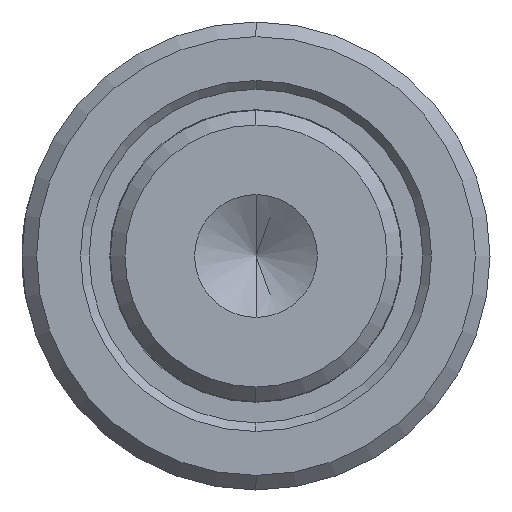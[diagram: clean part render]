
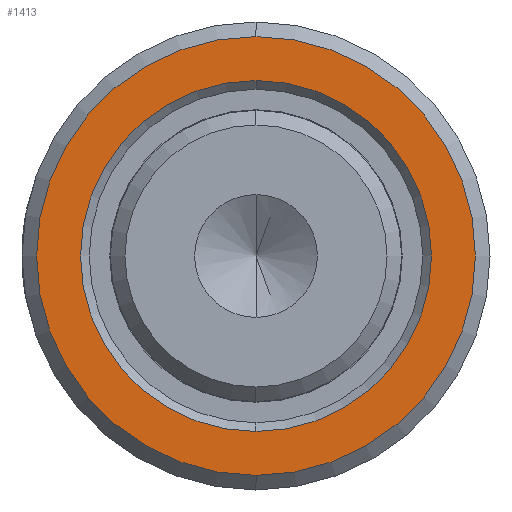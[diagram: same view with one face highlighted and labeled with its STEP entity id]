
A CAD part, left-side view. The second image highlights one B-rep face of the part: STEP entity #1413.
In plain terms, the highlighted planar face has unit normal (-1, 0, 0).
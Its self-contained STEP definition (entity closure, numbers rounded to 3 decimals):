
#66 = CARTESIAN_POINT ( 'NONE',  ( 8., 0., 7.5 ) ) ;
#88 = DIRECTION ( 'NONE',  ( -1., 0., 0. ) ) ;
#90 = EDGE_CURVE ( 'NONE', #1398, #729, #1437, .T. ) ;
#177 = DIRECTION ( 'NONE',  ( -1., 0., 0. ) ) ;
#191 = DIRECTION ( 'NONE',  ( -1., 0., 0. ) ) ;
#232 = CARTESIAN_POINT ( 'NONE',  ( 8., -5., 0. ) ) ;
#240 = ORIENTED_EDGE ( 'NONE', *, *, #90, .T. ) ;
#254 = FACE_BOUND ( 'NONE', #1244, .T. ) ;
#300 = EDGE_LOOP ( 'NONE', ( #1733, #240 ) ) ;
#344 = EDGE_CURVE ( 'NONE', #1299, #437, #1856, .T. ) ;
#437 = VERTEX_POINT ( 'NONE', #1390 ) ;
#559 = EDGE_CURVE ( 'NONE', #729, #1398, #1802, .T. ) ;
#607 = DIRECTION ( 'NONE',  ( 0., 0., 1. ) ) ;
#611 = DIRECTION ( 'NONE',  ( -1., 0., 0. ) ) ;
#706 = AXIS2_PLACEMENT_3D ( 'NONE', #754, #611, #607 ) ;
#729 = VERTEX_POINT ( 'NONE', #1629 ) ;
#754 = CARTESIAN_POINT ( 'NONE',  ( 8., 0., 0. ) ) ;
#861 = AXIS2_PLACEMENT_3D ( 'NONE', #1067, #191, #1218 ) ;
#863 = ORIENTED_EDGE ( 'NONE', *, *, #344, .F. ) ;
#872 = CARTESIAN_POINT ( 'NONE',  ( 8., 0., 0. ) ) ;
#965 = PLANE ( 'NONE',  #1003 ) ;
#1003 = AXIS2_PLACEMENT_3D ( 'NONE', #232, #88, #1118 ) ;
#1011 = DIRECTION ( 'NONE',  ( 0., 0., 1. ) ) ;
#1028 = CIRCLE ( 'NONE', #1336, 6. ) ;
#1050 = CARTESIAN_POINT ( 'NONE',  ( 8., 0., 0. ) ) ;
#1067 = CARTESIAN_POINT ( 'NONE',  ( 8., 0., 0. ) ) ;
#1118 = DIRECTION ( 'NONE',  ( 0., 0., 1. ) ) ;
#1135 = EDGE_CURVE ( 'NONE', #437, #1299, #1028, .T. ) ;
#1194 = ORIENTED_EDGE ( 'NONE', *, *, #1135, .F. ) ;
#1202 = DIRECTION ( 'NONE',  ( 0., 0., 1. ) ) ;
#1212 = AXIS2_PLACEMENT_3D ( 'NONE', #872, #1860, #1011 ) ;
#1218 = DIRECTION ( 'NONE',  ( 0., 0., 1. ) ) ;
#1244 = EDGE_LOOP ( 'NONE', ( #1194, #863 ) ) ;
#1299 = VERTEX_POINT ( 'NONE', #1533 ) ;
#1336 = AXIS2_PLACEMENT_3D ( 'NONE', #1050, #177, #1202 ) ;
#1390 = CARTESIAN_POINT ( 'NONE',  ( 8., 0., 6. ) ) ;
#1398 = VERTEX_POINT ( 'NONE', #66 ) ;
#1413 = ADVANCED_FACE ( 'NONE', ( #1424, #254 ), #965, .T. ) ;
#1424 = FACE_OUTER_BOUND ( 'NONE', #300, .T. ) ;
#1437 = CIRCLE ( 'NONE', #706, 7.5 ) ;
#1533 = CARTESIAN_POINT ( 'NONE',  ( 8., 0., -6. ) ) ;
#1629 = CARTESIAN_POINT ( 'NONE',  ( 8., 0., -7.5 ) ) ;
#1733 = ORIENTED_EDGE ( 'NONE', *, *, #559, .T. ) ;
#1802 = CIRCLE ( 'NONE', #1212, 7.5 ) ;
#1856 = CIRCLE ( 'NONE', #861, 6. ) ;
#1860 = DIRECTION ( 'NONE',  ( -1., 0., 0. ) ) ;
